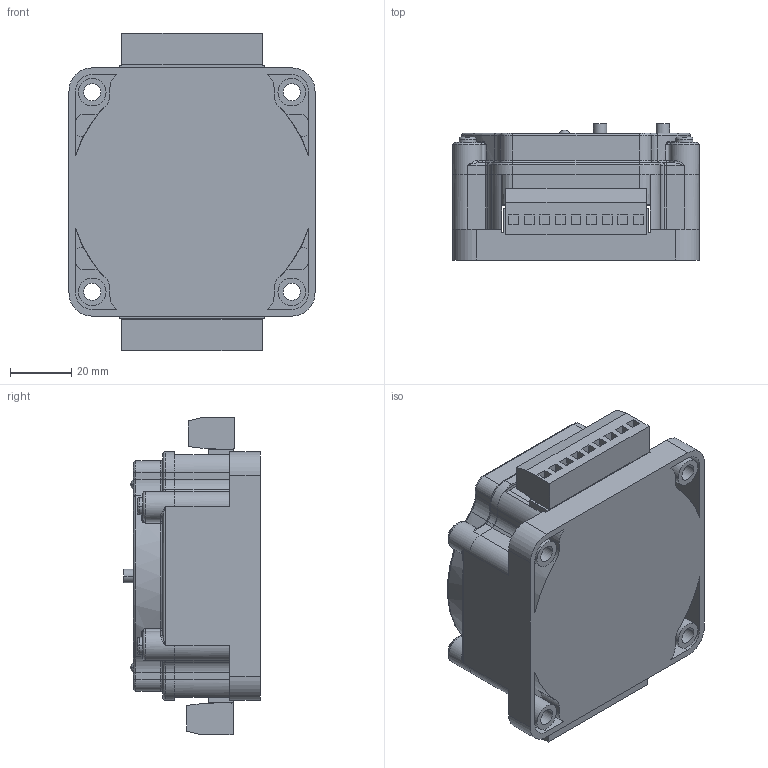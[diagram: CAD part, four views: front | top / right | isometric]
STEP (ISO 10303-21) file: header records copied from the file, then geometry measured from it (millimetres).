
FILE_DESCRIPTION((''),'2;1');
FILE_NAME('148386_SW','2009-08-04T',('banengservice'),('BANNER ENGINEERING'),'PRO/ENGINEER BY PARAMETRIC TECHNOLOGY CORPORATION, 2006170','PRO/ENGINEER BY PARAMETRIC TECHNOLOGY CORPORATION, 2006170','');
FILE_SCHEMA(('CONFIG_CONTROL_DESIGN'));
Products named in the file (1): 148386_SW
Bounding box: 80.14 x 44.51 x 103.28 mm (x, y, z)
Volume: 94676.6 mm3; surface area: 74625.4 mm2
Topology: 1 solids, 1 shells, 1541 faces, 3960 edges, 2510 vertices
Faces by surface type: plane 917, cylinder 317, torus 152, bspline 72, cone 53, sphere 30
Entity records: 58836 total; most frequent: CARTESIAN_POINT 21244, ORIENTED_EDGE 7904, DIRECTION 7663, EDGE_CURVE 3952, VECTOR 2595, LINE 2595, AXIS2_PLACEMENT_3D 2534, VERTEX_POINT 2510
